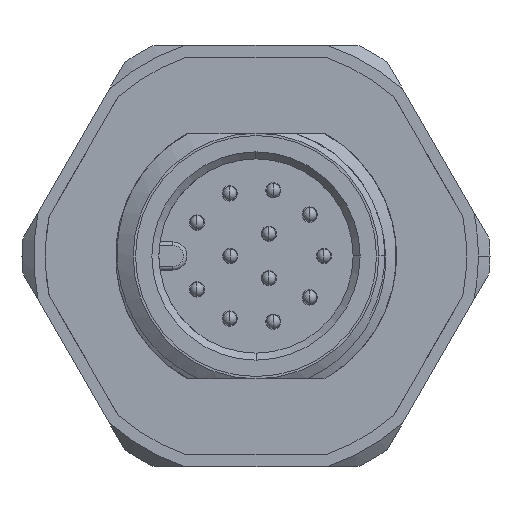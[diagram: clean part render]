
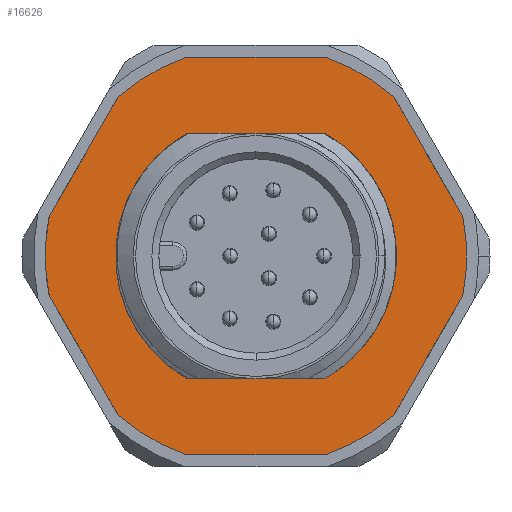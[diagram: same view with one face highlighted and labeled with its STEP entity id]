
A CAD part, left-side view. The second image highlights one B-rep face of the part: STEP entity #16626.
In plain terms, the highlighted planar face has unit normal (-1, 0, 0).
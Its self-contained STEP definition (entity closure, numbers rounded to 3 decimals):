
#114 = CARTESIAN_POINT ( 'NONE',  ( -7.623, 0., -9. ) ) ;
#175 = EDGE_CURVE ( 'NONE', #28817, #27177, #26509, .T. ) ;
#793 = DIRECTION ( 'NONE',  ( 0., 0.5, -0.866 ) ) ;
#902 = AXIS2_PLACEMENT_3D ( 'NONE', #20178, #13664, #19885 ) ;
#954 = CARTESIAN_POINT ( 'NONE',  ( -7.623, 0., -9. ) ) ;
#1643 = ORIENTED_EDGE ( 'NONE', *, *, #3545, .T. ) ;
#2022 = CIRCLE ( 'NONE', #3912, 9. ) ;
#2209 = CARTESIAN_POINT ( 'NONE',  ( -7.623, 0., -14.25 ) ) ;
#3481 = CARTESIAN_POINT ( 'NONE',  ( -7.623, 0., -9. ) ) ;
#3545 = EDGE_CURVE ( 'NONE', #22666, #26756, #10153, .T. ) ;
#3637 = AXIS2_PLACEMENT_3D ( 'NONE', #114, #17895, #19961 ) ;
#3682 = VERTEX_POINT ( 'NONE', #14419 ) ;
#3705 = FACE_BOUND ( 'NONE', #12965, .T. ) ;
#3737 = ORIENTED_EDGE ( 'NONE', *, *, #25523, .T. ) ;
#3771 = EDGE_CURVE ( 'NONE', #17116, #22666, #23010, .T. ) ;
#3853 = DIRECTION ( 'NONE',  ( -1., 0., 0. ) ) ;
#3912 = AXIS2_PLACEMENT_3D ( 'NONE', #17061, #23741, #19286 ) ;
#4217 = CARTESIAN_POINT ( 'NONE',  ( -7.623, -2.958, -17.5 ) ) ;
#4685 = ORIENTED_EDGE ( 'NONE', *, *, #13912, .T. ) ;
#4961 = AXIS2_PLACEMENT_3D ( 'NONE', #6457, #13399, #15478 ) ;
#4984 = CARTESIAN_POINT ( 'NONE',  ( -7.623, 0., -9. ) ) ;
#5000 = EDGE_CURVE ( 'NONE', #5027, #6416, #10711, .T. ) ;
#5027 = VERTEX_POINT ( 'NONE', #15300 ) ;
#5132 = CARTESIAN_POINT ( 'NONE',  ( -7.623, 5.882, -15.812 ) ) ;
#5223 = AXIS2_PLACEMENT_3D ( 'NONE', #3481, #26124, #5852 ) ;
#5318 = ORIENTED_EDGE ( 'NONE', *, *, #18027, .T. ) ;
#5852 = DIRECTION ( 'NONE',  ( 0., -0.654, 0.757 ) ) ;
#6416 = VERTEX_POINT ( 'NONE', #16874 ) ;
#6457 = CARTESIAN_POINT ( 'NONE',  ( -7.623, 0., -9. ) ) ;
#6682 = ORIENTED_EDGE ( 'NONE', *, *, #23110, .T. ) ;
#7468 = CARTESIAN_POINT ( 'NONE',  ( -7.623, 5.882, -2.188 ) ) ;
#7770 = DIRECTION ( 'NONE',  ( 0., -0.329, -0.944 ) ) ;
#7836 = DIRECTION ( 'NONE',  ( 0., -1., 0. ) ) ;
#8336 = CARTESIAN_POINT ( 'NONE',  ( -7.623, -8.84, -7.312 ) ) ;
#8672 = DIRECTION ( 'NONE',  ( 0., 0., 1. ) ) ;
#8920 = DIRECTION ( 'NONE',  ( 0., 0.5, 0.866 ) ) ;
#9245 = EDGE_CURVE ( 'NONE', #20168, #5027, #11112, .T. ) ;
#10153 = CIRCLE ( 'NONE', #4961, 9. ) ;
#10494 = AXIS2_PLACEMENT_3D ( 'NONE', #28953, #23926, #8672 ) ;
#10711 = LINE ( 'NONE', #24045, #15150 ) ;
#11112 = CIRCLE ( 'NONE', #27657, 9. ) ;
#12417 = ORIENTED_EDGE ( 'NONE', *, *, #27071, .T. ) ;
#12547 = DIRECTION ( 'NONE',  ( 0., -0.5, -0.866 ) ) ;
#12965 = EDGE_LOOP ( 'NONE', ( #17072, #6682 ) ) ;
#13079 = CARTESIAN_POINT ( 'NONE',  ( -7.623, -2.958, -0.5 ) ) ;
#13203 = ORIENTED_EDGE ( 'NONE', *, *, #25155, .T. ) ;
#13399 = DIRECTION ( 'NONE',  ( -1., 0., 0. ) ) ;
#13497 = CARTESIAN_POINT ( 'NONE',  ( -7.623, 2.958, -0.5 ) ) ;
#13664 = DIRECTION ( 'NONE',  ( 1., 0., 0. ) ) ;
#13912 = EDGE_CURVE ( 'NONE', #27177, #17116, #26800, .T. ) ;
#14082 = ORIENTED_EDGE ( 'NONE', *, *, #28848, .T. ) ;
#14276 = AXIS2_PLACEMENT_3D ( 'NONE', #24132, #3853, #21905 ) ;
#14419 = CARTESIAN_POINT ( 'NONE',  ( -7.623, 2.958, -17.5 ) ) ;
#14434 = DIRECTION ( 'NONE',  ( -1., 0., 0. ) ) ;
#14960 = VECTOR ( 'NONE', #793, 1000. ) ;
#15150 = VECTOR ( 'NONE', #19300, 1000. ) ;
#15267 = ORIENTED_EDGE ( 'NONE', *, *, #3771, .T. ) ;
#15300 = CARTESIAN_POINT ( 'NONE',  ( -7.623, -5.882, -15.812 ) ) ;
#15412 = ORIENTED_EDGE ( 'NONE', *, *, #9245, .T. ) ;
#15478 = DIRECTION ( 'NONE',  ( 0., 0.982, 0.188 ) ) ;
#15489 = LINE ( 'NONE', #24089, #18466 ) ;
#16220 = DIRECTION ( 'NONE',  ( -1., 0., 0. ) ) ;
#16380 = VECTOR ( 'NONE', #22061, 1000. ) ;
#16626 = ADVANCED_FACE ( 'NONE', ( #17310, #3705 ), #26353, .T. ) ;
#16874 = CARTESIAN_POINT ( 'NONE',  ( -7.623, -8.84, -10.688 ) ) ;
#16989 = CIRCLE ( 'NONE', #20761, 9. ) ;
#17061 = CARTESIAN_POINT ( 'NONE',  ( -7.623, 0., -9. ) ) ;
#17072 = ORIENTED_EDGE ( 'NONE', *, *, #25040, .T. ) ;
#17116 = VERTEX_POINT ( 'NONE', #20687 ) ;
#17245 = CARTESIAN_POINT ( 'NONE',  ( -7.623, 8.84, -10.688 ) ) ;
#17310 = FACE_OUTER_BOUND ( 'NONE', #25280, .T. ) ;
#17465 = CARTESIAN_POINT ( 'NONE',  ( -7.623, 8.84, -7.312 ) ) ;
#17895 = DIRECTION ( 'NONE',  ( -1., 0., 0. ) ) ;
#18027 = EDGE_CURVE ( 'NONE', #23018, #3682, #2022, .T. ) ;
#18466 = VECTOR ( 'NONE', #7836, 1000. ) ;
#18876 = DIRECTION ( 'NONE',  ( 0., -0.982, -0.188 ) ) ;
#19286 = DIRECTION ( 'NONE',  ( 0., 0.654, -0.757 ) ) ;
#19300 = DIRECTION ( 'NONE',  ( 0., -0.5, 0.866 ) ) ;
#19620 = CARTESIAN_POINT ( 'NONE',  ( -7.623, -8.84, -7.312 ) ) ;
#19885 = DIRECTION ( 'NONE',  ( 0., 0., -1. ) ) ;
#19961 = DIRECTION ( 'NONE',  ( 0., 0.329, 0.944 ) ) ;
#19987 = CARTESIAN_POINT ( 'NONE',  ( -7.623, -2.958, -0.5 ) ) ;
#20168 = VERTEX_POINT ( 'NONE', #4217 ) ;
#20178 = CARTESIAN_POINT ( 'NONE',  ( -7.623, 0., -9. ) ) ;
#20248 = ORIENTED_EDGE ( 'NONE', *, *, #175, .T. ) ;
#20380 = VERTEX_POINT ( 'NONE', #2209 ) ;
#20687 = CARTESIAN_POINT ( 'NONE',  ( -7.623, 5.882, -2.188 ) ) ;
#20761 = AXIS2_PLACEMENT_3D ( 'NONE', #4984, #16220, #18876 ) ;
#21169 = VERTEX_POINT ( 'NONE', #21409 ) ;
#21265 = VERTEX_POINT ( 'NONE', #19620 ) ;
#21409 = CARTESIAN_POINT ( 'NONE',  ( -7.623, 0., -3.75 ) ) ;
#21905 = DIRECTION ( 'NONE',  ( 0., 0., 1. ) ) ;
#22023 = ORIENTED_EDGE ( 'NONE', *, *, #28630, .T. ) ;
#22061 = DIRECTION ( 'NONE',  ( 0., 1., 0. ) ) ;
#22147 = LINE ( 'NONE', #26455, #26444 ) ;
#22666 = VERTEX_POINT ( 'NONE', #17465 ) ;
#22681 = VERTEX_POINT ( 'NONE', #29173 ) ;
#22769 = CIRCLE ( 'NONE', #10494, 5.25 ) ;
#23010 = LINE ( 'NONE', #7468, #14960 ) ;
#23018 = VERTEX_POINT ( 'NONE', #5132 ) ;
#23110 = EDGE_CURVE ( 'NONE', #21169, #20380, #22769, .T. ) ;
#23608 = CIRCLE ( 'NONE', #902, 5.25 ) ;
#23741 = DIRECTION ( 'NONE',  ( -1., 0., 0. ) ) ;
#23926 = DIRECTION ( 'NONE',  ( 1., 0., 0. ) ) ;
#24045 = CARTESIAN_POINT ( 'NONE',  ( -7.623, -5.882, -15.812 ) ) ;
#24089 = CARTESIAN_POINT ( 'NONE',  ( -7.623, 2.958, -17.5 ) ) ;
#24132 = CARTESIAN_POINT ( 'NONE',  ( -7.623, 0., -9. ) ) ;
#25040 = EDGE_CURVE ( 'NONE', #20380, #21169, #23608, .T. ) ;
#25155 = EDGE_CURVE ( 'NONE', #26756, #23018, #22147, .T. ) ;
#25280 = EDGE_LOOP ( 'NONE', ( #13203, #5318, #22023, #15412, #25770, #3737, #12417, #14082, #20248, #4685, #15267, #1643 ) ) ;
#25523 = EDGE_CURVE ( 'NONE', #6416, #21265, #16989, .T. ) ;
#25770 = ORIENTED_EDGE ( 'NONE', *, *, #5000, .T. ) ;
#26124 = DIRECTION ( 'NONE',  ( -1., 0., 0. ) ) ;
#26245 = LINE ( 'NONE', #8336, #26483 ) ;
#26353 = PLANE ( 'NONE',  #14276 ) ;
#26444 = VECTOR ( 'NONE', #12547, 1000. ) ;
#26455 = CARTESIAN_POINT ( 'NONE',  ( -7.623, 8.84, -10.688 ) ) ;
#26483 = VECTOR ( 'NONE', #8920, 1000. ) ;
#26509 = LINE ( 'NONE', #19987, #16380 ) ;
#26756 = VERTEX_POINT ( 'NONE', #17245 ) ;
#26800 = CIRCLE ( 'NONE', #3637, 9. ) ;
#27071 = EDGE_CURVE ( 'NONE', #21265, #22681, #26245, .T. ) ;
#27177 = VERTEX_POINT ( 'NONE', #13497 ) ;
#27657 = AXIS2_PLACEMENT_3D ( 'NONE', #954, #14434, #7770 ) ;
#28411 = CIRCLE ( 'NONE', #5223, 9. ) ;
#28630 = EDGE_CURVE ( 'NONE', #3682, #20168, #15489, .T. ) ;
#28817 = VERTEX_POINT ( 'NONE', #13079 ) ;
#28848 = EDGE_CURVE ( 'NONE', #22681, #28817, #28411, .T. ) ;
#28953 = CARTESIAN_POINT ( 'NONE',  ( -7.623, 0., -9. ) ) ;
#29173 = CARTESIAN_POINT ( 'NONE',  ( -7.623, -5.882, -2.188 ) ) ;
